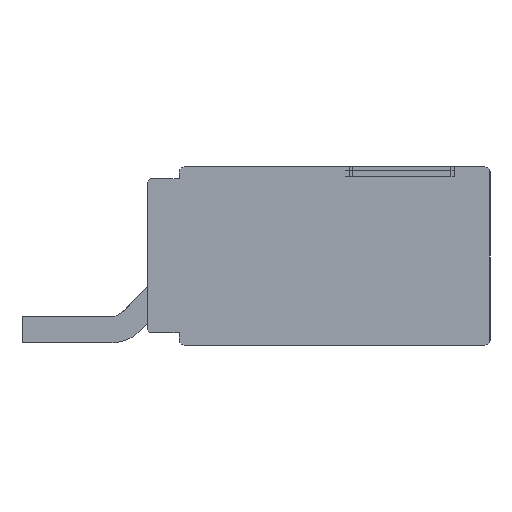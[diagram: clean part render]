
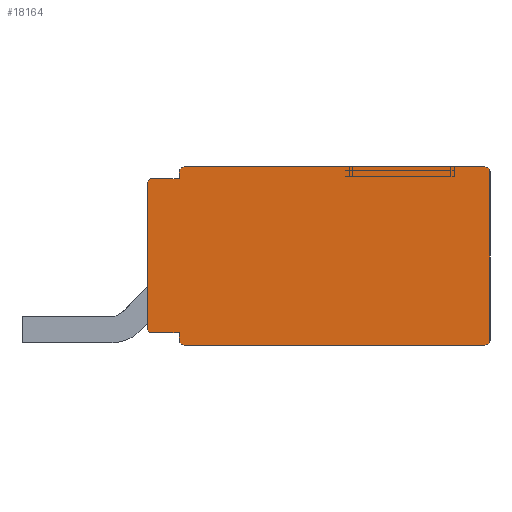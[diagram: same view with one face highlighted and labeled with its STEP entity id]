
A CAD part, left-side view. The second image highlights one B-rep face of the part: STEP entity #18164.
In plain terms, the highlighted planar face has unit normal (-1, 0, 0).
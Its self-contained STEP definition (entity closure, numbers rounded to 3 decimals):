
#16423=DIRECTION('',(0.,0.,-1.));
#16424=VECTOR('',#16423,14.1);
#16425=CARTESIAN_POINT('',(-835.334,-191.642,
84.387));
#16426=LINE('',#16425,#16424);
#16541=CARTESIAN_POINT('',(-835.334,-191.942,
70.287));
#16542=DIRECTION('',(1.,0.,0.));
#16543=DIRECTION('',(0.,0.,-1.));
#16544=AXIS2_PLACEMENT_3D('',#16541,#16542,#16543);
#16549=CARTESIAN_POINT('',(-835.334,-191.942,
84.387));
#16550=DIRECTION('',(1.,0.,0.));
#16551=DIRECTION('',(0.,1.,0.));
#16552=AXIS2_PLACEMENT_3D('',#16549,#16550,#16551);
#16557=DIRECTION('',(0.,-1.,0.));
#16558=VECTOR('',#16557,2.7);
#16559=CARTESIAN_POINT('',(-835.334,-191.942,
84.687));
#16560=LINE('',#16559,#16558);
#16564=DIRECTION('',(0.,0.,1.));
#16565=VECTOR('',#16564,0.667);
#16566=CARTESIAN_POINT('',(-835.334,-194.642,
84.687));
#16567=LINE('',#16566,#16565);
#16571=CARTESIAN_POINT('',(-835.334,-195.142,
85.354));
#16572=DIRECTION('',(1.,0.,0.));
#16573=DIRECTION('',(0.,1.,0.));
#16574=AXIS2_PLACEMENT_3D('',#16571,#16572,#16573);
#16579=DIRECTION('',(0.,-1.,0.));
#16580=VECTOR('',#16579,28.7);
#16581=CARTESIAN_POINT('',(-835.334,-195.142,
85.854));
#16582=LINE('',#16581,#16580);
#16586=CARTESIAN_POINT('',(-835.334,-223.842,
85.354));
#16587=DIRECTION('',(1.,0.,0.));
#16588=DIRECTION('',(0.,0.,1.));
#16589=AXIS2_PLACEMENT_3D('',#16586,#16587,#16588);
#16594=DIRECTION('',(0.,0.,-1.));
#16595=VECTOR('',#16594,16.067);
#16596=CARTESIAN_POINT('',(-835.334,-224.342,
85.354));
#16597=LINE('',#16596,#16595);
#16601=CARTESIAN_POINT('',(-835.334,-223.842,
69.287));
#16602=DIRECTION('',(1.,0.,0.));
#16603=DIRECTION('',(0.,-1.,0.));
#16604=AXIS2_PLACEMENT_3D('',#16601,#16602,#16603);
#16609=DIRECTION('',(0.,1.,0.));
#16610=VECTOR('',#16609,28.7);
#16611=CARTESIAN_POINT('',(-835.334,-223.842,
68.787));
#16612=LINE('',#16611,#16610);
#16616=CARTESIAN_POINT('',(-835.334,-195.142,
69.287));
#16617=DIRECTION('',(1.,0.,0.));
#16618=DIRECTION('',(0.,0.,-1.));
#16619=AXIS2_PLACEMENT_3D('',#16616,#16617,#16618);
#16624=DIRECTION('',(0.,0.,1.));
#16625=VECTOR('',#16624,0.7);
#16626=CARTESIAN_POINT('',(-835.334,-194.642,
69.287));
#16627=LINE('',#16626,#16625);
#16631=DIRECTION('',(0.,1.,0.));
#16632=VECTOR('',#16631,2.7);
#16633=CARTESIAN_POINT('',(-835.334,-194.642,
69.987));
#16634=LINE('',#16633,#16632);
#17819=CARTESIAN_POINT('',(-835.334,-191.642,
84.387));
#17820=VERTEX_POINT('',#17819);
#17821=CARTESIAN_POINT('',(-835.334,-191.642,
70.287));
#17822=VERTEX_POINT('',#17821);
#17847=CARTESIAN_POINT('',(-835.334,-191.942,
69.987));
#17848=VERTEX_POINT('',#17847);
#17849=CARTESIAN_POINT('',(-835.334,-191.942,
84.687));
#17850=VERTEX_POINT('',#17849);
#17851=CARTESIAN_POINT('',(-835.334,-194.642,
84.687));
#17852=VERTEX_POINT('',#17851);
#17853=CARTESIAN_POINT('',(-835.334,-194.642,
85.354));
#17854=VERTEX_POINT('',#17853);
#17855=CARTESIAN_POINT('',(-835.334,-195.142,
85.854));
#17856=VERTEX_POINT('',#17855);
#17857=CARTESIAN_POINT('',(-835.334,-223.842,
85.854));
#17858=VERTEX_POINT('',#17857);
#17859=CARTESIAN_POINT('',(-835.334,-224.342,
85.354));
#17860=VERTEX_POINT('',#17859);
#17861=CARTESIAN_POINT('',(-835.334,-224.342,
69.287));
#17862=VERTEX_POINT('',#17861);
#17863=CARTESIAN_POINT('',(-835.334,-223.842,
68.787));
#17864=VERTEX_POINT('',#17863);
#17865=CARTESIAN_POINT('',(-835.334,-195.142,
68.787));
#17866=VERTEX_POINT('',#17865);
#17867=CARTESIAN_POINT('',(-835.334,-194.642,
69.287));
#17868=VERTEX_POINT('',#17867);
#17869=CARTESIAN_POINT('',(-835.334,-194.642,
69.987));
#17870=VERTEX_POINT('',#17869);
#18131=CARTESIAN_POINT('',(-835.334,-210.186,
77.326));
#18132=DIRECTION('',(-1.,0.,0.));
#18133=DIRECTION('',(0.,0.,1.));
#18134=AXIS2_PLACEMENT_3D('',#18131,#18132,#18133);
#18135=PLANE('',#18134);
#18136=ORIENTED_EDGE('',*,*,#18116,.T.);
#18137=ORIENTED_EDGE('',*,*,#18054,.F.);
#18139=ORIENTED_EDGE('',*,*,#18138,.T.);
#18141=ORIENTED_EDGE('',*,*,#18140,.T.);
#18143=ORIENTED_EDGE('',*,*,#18142,.T.);
#18145=ORIENTED_EDGE('',*,*,#18144,.T.);
#18147=ORIENTED_EDGE('',*,*,#18146,.T.);
#18149=ORIENTED_EDGE('',*,*,#18148,.T.);
#18151=ORIENTED_EDGE('',*,*,#18150,.T.);
#18153=ORIENTED_EDGE('',*,*,#18152,.T.);
#18155=ORIENTED_EDGE('',*,*,#18154,.T.);
#18157=ORIENTED_EDGE('',*,*,#18156,.T.);
#18159=ORIENTED_EDGE('',*,*,#18158,.T.);
#18161=ORIENTED_EDGE('',*,*,#18160,.T.);
#18162=EDGE_LOOP('',(#18136,#18137,#18139,#18141,#18143,#18145,#18147,#18149,
#18151,#18153,#18155,#18157,#18159,#18161));
#18163=FACE_OUTER_BOUND('',#18162,.F.);
#16545=CIRCLE('',#16544,0.3);
#16553=CIRCLE('',#16552,0.3);
#16575=CIRCLE('',#16574,0.5);
#16590=CIRCLE('',#16589,0.5);
#16605=CIRCLE('',#16604,0.5);
#16620=CIRCLE('',#16619,0.5);
#18054=EDGE_CURVE('',#17820,#17822,#16426,.T.);
#18116=EDGE_CURVE('',#17848,#17822,#16545,.T.);
#18138=EDGE_CURVE('',#17820,#17850,#16553,.T.);
#18140=EDGE_CURVE('',#17850,#17852,#16560,.T.);
#18142=EDGE_CURVE('',#17852,#17854,#16567,.T.);
#18144=EDGE_CURVE('',#17854,#17856,#16575,.T.);
#18146=EDGE_CURVE('',#17856,#17858,#16582,.T.);
#18148=EDGE_CURVE('',#17858,#17860,#16590,.T.);
#18150=EDGE_CURVE('',#17860,#17862,#16597,.T.);
#18152=EDGE_CURVE('',#17862,#17864,#16605,.T.);
#18154=EDGE_CURVE('',#17864,#17866,#16612,.T.);
#18156=EDGE_CURVE('',#17866,#17868,#16620,.T.);
#18158=EDGE_CURVE('',#17868,#17870,#16627,.T.);
#18160=EDGE_CURVE('',#17870,#17848,#16634,.T.);
#18164=ADVANCED_FACE('',(#18163),#18135,.T.);
